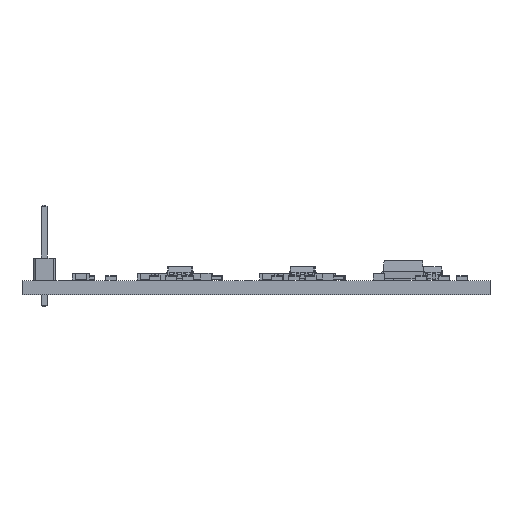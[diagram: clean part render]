
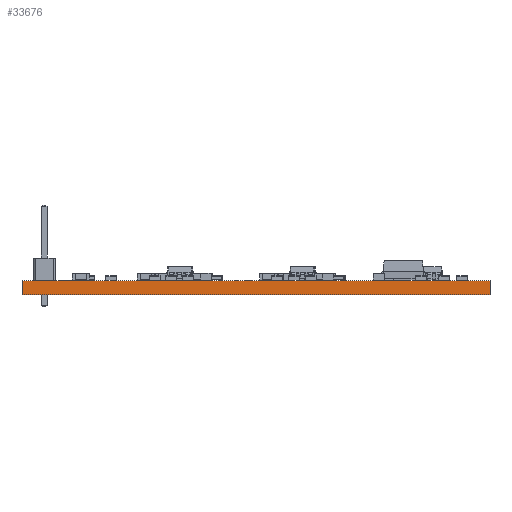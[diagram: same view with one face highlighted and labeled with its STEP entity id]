
A CAD part, left-side view. The second image highlights one B-rep face of the part: STEP entity #33676.
In plain terms, the highlighted planar face has unit normal (-1, 0, 0).
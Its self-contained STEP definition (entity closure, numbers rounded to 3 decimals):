
#33560 = EDGE_CURVE('',#33561,#33563,#33565,.T.);
#33561 = VERTEX_POINT('',#33562);
#33562 = CARTESIAN_POINT('',(104.14,-68.58,0.));
#33563 = VERTEX_POINT('',#33564);
#33564 = CARTESIAN_POINT('',(104.14,-68.58,1.6));
#33565 = SURFACE_CURVE('',#33566,(#33570,#33582),.PCURVE_S1.);
#33566 = LINE('',#33567,#33568);
#33567 = CARTESIAN_POINT('',(104.14,-68.58,0.));
#33568 = VECTOR('',#33569,1.);
#33569 = DIRECTION('',(0.,0.,1.));
#33570 = PCURVE('',#33571,#33576);
#33571 = PLANE('',#33572);
#33572 = AXIS2_PLACEMENT_3D('',#33573,#33574,#33575);
#33573 = CARTESIAN_POINT('',(104.14,-68.58,0.));
#33574 = DIRECTION('',(0.,1.,0.));
#33575 = DIRECTION('',(1.,0.,0.));
#33576 = DEFINITIONAL_REPRESENTATION('',(#33577),#33581);
#33577 = LINE('',#33578,#33579);
#33578 = CARTESIAN_POINT('',(0.,0.));
#33579 = VECTOR('',#33580,1.);
#33580 = DIRECTION('',(0.,-1.));
#33581 = ( GEOMETRIC_REPRESENTATION_CONTEXT(2) 
PARAMETRIC_REPRESENTATION_CONTEXT() REPRESENTATION_CONTEXT('2D SPACE',''
  ) );
#33582 = PCURVE('',#33583,#33588);
#33583 = PLANE('',#33584);
#33584 = AXIS2_PLACEMENT_3D('',#33585,#33586,#33587);
#33585 = CARTESIAN_POINT('',(104.14,-121.92,0.));
#33586 = DIRECTION('',(-1.,0.,0.));
#33587 = DIRECTION('',(0.,1.,0.));
#33588 = DEFINITIONAL_REPRESENTATION('',(#33589),#33593);
#33589 = LINE('',#33590,#33591);
#33590 = CARTESIAN_POINT('',(53.34,0.));
#33591 = VECTOR('',#33592,1.);
#33592 = DIRECTION('',(0.,-1.));
#33593 = ( GEOMETRIC_REPRESENTATION_CONTEXT(2) 
PARAMETRIC_REPRESENTATION_CONTEXT() REPRESENTATION_CONTEXT('2D SPACE',''
  ) );
#33611 = PLANE('',#33612);
#33612 = AXIS2_PLACEMENT_3D('',#33613,#33614,#33615);
#33613 = CARTESIAN_POINT('',(104.14,-68.58,1.6));
#33614 = DIRECTION('',(0.,0.,1.));
#33615 = DIRECTION('',(1.,0.,0.));
#33665 = PLANE('',#33666);
#33666 = AXIS2_PLACEMENT_3D('',#33667,#33668,#33669);
#33667 = CARTESIAN_POINT('',(104.14,-68.58,0.));
#33668 = DIRECTION('',(0.,0.,1.));
#33669 = DIRECTION('',(1.,0.,0.));
#33676 = ADVANCED_FACE('',(#33677),#33583,.T.);
#33677 = FACE_BOUND('',#33678,.T.);
#33678 = EDGE_LOOP('',(#33679,#33709,#33730,#33731));
#33679 = ORIENTED_EDGE('',*,*,#33680,.T.);
#33680 = EDGE_CURVE('',#33681,#33683,#33685,.T.);
#33681 = VERTEX_POINT('',#33682);
#33682 = CARTESIAN_POINT('',(104.14,-121.92,0.));
#33683 = VERTEX_POINT('',#33684);
#33684 = CARTESIAN_POINT('',(104.14,-121.92,1.6));
#33685 = SURFACE_CURVE('',#33686,(#33690,#33697),.PCURVE_S1.);
#33686 = LINE('',#33687,#33688);
#33687 = CARTESIAN_POINT('',(104.14,-121.92,0.));
#33688 = VECTOR('',#33689,1.);
#33689 = DIRECTION('',(0.,0.,1.));
#33690 = PCURVE('',#33583,#33691);
#33691 = DEFINITIONAL_REPRESENTATION('',(#33692),#33696);
#33692 = LINE('',#33693,#33694);
#33693 = CARTESIAN_POINT('',(0.,0.));
#33694 = VECTOR('',#33695,1.);
#33695 = DIRECTION('',(0.,-1.));
#33696 = ( GEOMETRIC_REPRESENTATION_CONTEXT(2) 
PARAMETRIC_REPRESENTATION_CONTEXT() REPRESENTATION_CONTEXT('2D SPACE',''
  ) );
#33697 = PCURVE('',#33698,#33703);
#33698 = PLANE('',#33699);
#33699 = AXIS2_PLACEMENT_3D('',#33700,#33701,#33702);
#33700 = CARTESIAN_POINT('',(151.13,-121.92,0.));
#33701 = DIRECTION('',(0.,-1.,0.));
#33702 = DIRECTION('',(-1.,0.,0.));
#33703 = DEFINITIONAL_REPRESENTATION('',(#33704),#33708);
#33704 = LINE('',#33705,#33706);
#33705 = CARTESIAN_POINT('',(46.99,0.));
#33706 = VECTOR('',#33707,1.);
#33707 = DIRECTION('',(0.,-1.));
#33708 = ( GEOMETRIC_REPRESENTATION_CONTEXT(2) 
PARAMETRIC_REPRESENTATION_CONTEXT() REPRESENTATION_CONTEXT('2D SPACE',''
  ) );
#33709 = ORIENTED_EDGE('',*,*,#33710,.T.);
#33710 = EDGE_CURVE('',#33683,#33563,#33711,.T.);
#33711 = SURFACE_CURVE('',#33712,(#33716,#33723),.PCURVE_S1.);
#33712 = LINE('',#33713,#33714);
#33713 = CARTESIAN_POINT('',(104.14,-121.92,1.6));
#33714 = VECTOR('',#33715,1.);
#33715 = DIRECTION('',(0.,1.,0.));
#33716 = PCURVE('',#33583,#33717);
#33717 = DEFINITIONAL_REPRESENTATION('',(#33718),#33722);
#33718 = LINE('',#33719,#33720);
#33719 = CARTESIAN_POINT('',(0.,-1.6));
#33720 = VECTOR('',#33721,1.);
#33721 = DIRECTION('',(1.,0.));
#33722 = ( GEOMETRIC_REPRESENTATION_CONTEXT(2) 
PARAMETRIC_REPRESENTATION_CONTEXT() REPRESENTATION_CONTEXT('2D SPACE',''
  ) );
#33723 = PCURVE('',#33611,#33724);
#33724 = DEFINITIONAL_REPRESENTATION('',(#33725),#33729);
#33725 = LINE('',#33726,#33727);
#33726 = CARTESIAN_POINT('',(0.,-53.34));
#33727 = VECTOR('',#33728,1.);
#33728 = DIRECTION('',(0.,1.));
#33729 = ( GEOMETRIC_REPRESENTATION_CONTEXT(2) 
PARAMETRIC_REPRESENTATION_CONTEXT() REPRESENTATION_CONTEXT('2D SPACE',''
  ) );
#33730 = ORIENTED_EDGE('',*,*,#33560,.F.);
#33731 = ORIENTED_EDGE('',*,*,#33732,.F.);
#33732 = EDGE_CURVE('',#33681,#33561,#33733,.T.);
#33733 = SURFACE_CURVE('',#33734,(#33738,#33745),.PCURVE_S1.);
#33734 = LINE('',#33735,#33736);
#33735 = CARTESIAN_POINT('',(104.14,-121.92,0.));
#33736 = VECTOR('',#33737,1.);
#33737 = DIRECTION('',(0.,1.,0.));
#33738 = PCURVE('',#33583,#33739);
#33739 = DEFINITIONAL_REPRESENTATION('',(#33740),#33744);
#33740 = LINE('',#33741,#33742);
#33741 = CARTESIAN_POINT('',(0.,0.));
#33742 = VECTOR('',#33743,1.);
#33743 = DIRECTION('',(1.,0.));
#33744 = ( GEOMETRIC_REPRESENTATION_CONTEXT(2) 
PARAMETRIC_REPRESENTATION_CONTEXT() REPRESENTATION_CONTEXT('2D SPACE',''
  ) );
#33745 = PCURVE('',#33665,#33746);
#33746 = DEFINITIONAL_REPRESENTATION('',(#33747),#33751);
#33747 = LINE('',#33748,#33749);
#33748 = CARTESIAN_POINT('',(0.,-53.34));
#33749 = VECTOR('',#33750,1.);
#33750 = DIRECTION('',(0.,1.));
#33751 = ( GEOMETRIC_REPRESENTATION_CONTEXT(2) 
PARAMETRIC_REPRESENTATION_CONTEXT() REPRESENTATION_CONTEXT('2D SPACE',''
  ) );
